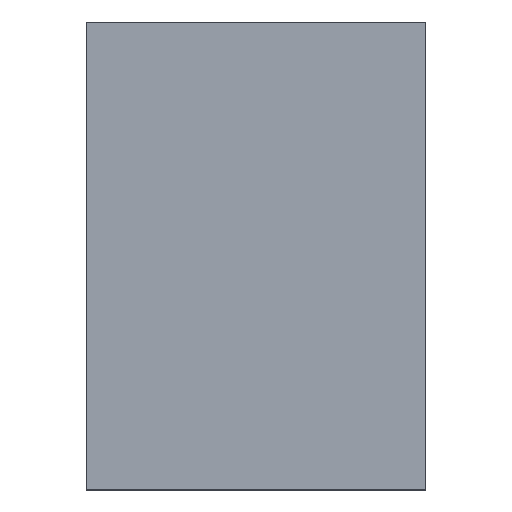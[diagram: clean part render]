
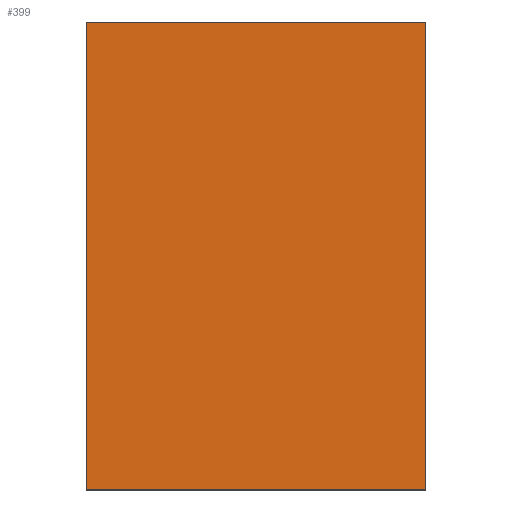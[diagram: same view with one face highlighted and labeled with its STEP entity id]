
A CAD part, top view. The second image highlights one B-rep face of the part: STEP entity #399.
In plain terms, the highlighted planar face has unit normal (0, 0, 1).
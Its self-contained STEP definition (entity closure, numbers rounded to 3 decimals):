
#59 = PLANE ( 'NONE',  #566 ) ;
#61 = ORIENTED_EDGE ( 'NONE', *, *, #138, .T. ) ;
#64 = ORIENTED_EDGE ( 'NONE', *, *, #376, .T. ) ;
#75 = ORIENTED_EDGE ( 'NONE', *, *, #680, .T. ) ;
#79 = DIRECTION ( 'NONE',  ( -1., 0., 0. ) ) ;
#80 = ORIENTED_EDGE ( 'NONE', *, *, #316, .T. ) ;
#103 = EDGE_LOOP ( 'NONE', ( #61, #64, #75, #80 ) ) ;
#129 = VERTEX_POINT ( 'NONE', #452 ) ;
#135 = CARTESIAN_POINT ( 'NONE',  ( 0., 0., 5. ) ) ;
#138 = EDGE_CURVE ( 'NONE', #129, #291, #624, .T. ) ;
#147 = VECTOR ( 'NONE', #547, 1000. ) ;
#154 = DIRECTION ( 'NONE',  ( 1., 0., 0. ) ) ;
#161 = LINE ( 'NONE', #410, #367 ) ;
#179 = VERTEX_POINT ( 'NONE', #361 ) ;
#213 = DIRECTION ( 'NONE',  ( 0., 0., -1. ) ) ;
#214 = DIRECTION ( 'NONE',  ( 0., -1., 0. ) ) ;
#220 = CARTESIAN_POINT ( 'NONE',  ( 29., -22., 5. ) ) ;
#239 = FACE_OUTER_BOUND ( 'NONE', #103, .T. ) ;
#260 = CARTESIAN_POINT ( 'NONE',  ( 29., -22., 5. ) ) ;
#291 = VERTEX_POINT ( 'NONE', #622 ) ;
#309 = CARTESIAN_POINT ( 'NONE',  ( -29., -22., 5. ) ) ;
#316 = EDGE_CURVE ( 'NONE', #179, #129, #161, .T. ) ;
#344 = LINE ( 'NONE', #309, #360 ) ;
#360 = VECTOR ( 'NONE', #154, 1000. ) ;
#361 = CARTESIAN_POINT ( 'NONE',  ( 29., 58., 5. ) ) ;
#367 = VECTOR ( 'NONE', #421, 1000. ) ;
#376 = EDGE_CURVE ( 'NONE', #291, #689, #344, .T. ) ;
#399 = ADVANCED_FACE ( 'NONE', ( #239 ), #59, .F. ) ;
#410 = CARTESIAN_POINT ( 'NONE',  ( -29., 58., 5. ) ) ;
#421 = DIRECTION ( 'NONE',  ( -1., 0., 0. ) ) ;
#452 = CARTESIAN_POINT ( 'NONE',  ( -29., 58., 5. ) ) ;
#547 = DIRECTION ( 'NONE',  ( 0., 1., 0. ) ) ;
#566 = AXIS2_PLACEMENT_3D ( 'NONE', #135, #213, #79 ) ;
#592 = VECTOR ( 'NONE', #214, 1000. ) ;
#611 = LINE ( 'NONE', #220, #147 ) ;
#622 = CARTESIAN_POINT ( 'NONE',  ( -29., -22., 5. ) ) ;
#624 = LINE ( 'NONE', #692, #592 ) ;
#680 = EDGE_CURVE ( 'NONE', #689, #179, #611, .T. ) ;
#689 = VERTEX_POINT ( 'NONE', #260 ) ;
#692 = CARTESIAN_POINT ( 'NONE',  ( -29., -22., 5. ) ) ;
